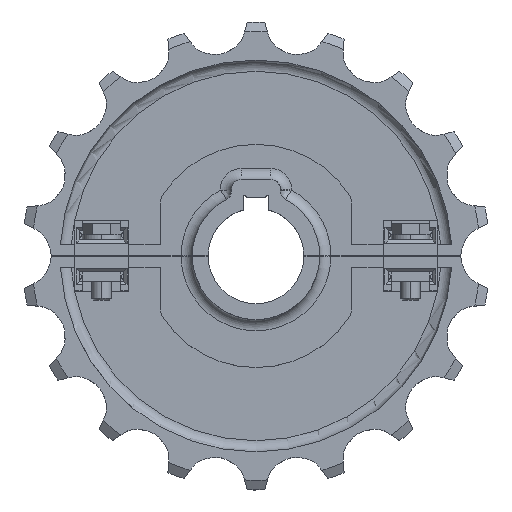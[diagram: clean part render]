
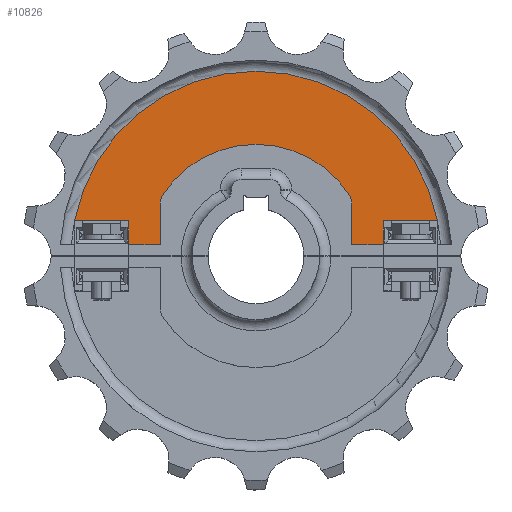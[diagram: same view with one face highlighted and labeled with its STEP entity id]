
A CAD part, top view. The second image highlights one B-rep face of the part: STEP entity #10826.
In plain terms, the highlighted planar face has unit normal (0, 0, 1).
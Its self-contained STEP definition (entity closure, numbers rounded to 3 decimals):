
#317 = VERTEX_POINT ( 'NONE', #6921 ) ;
#424 = VERTEX_POINT ( 'NONE', #10406 ) ;
#530 = LINE ( 'NONE', #7732, #17105 ) ;
#577 = ORIENTED_EDGE ( 'NONE', *, *, #17045, .F. ) ;
#656 = LINE ( 'NONE', #3566, #5066 ) ;
#689 = CIRCLE ( 'NONE', #12960, 35. ) ;
#1989 = DIRECTION ( 'NONE',  ( 0., -1., 0. ) ) ;
#2140 = VERTEX_POINT ( 'NONE', #16131 ) ;
#2290 = PLANE ( 'NONE',  #10253 ) ;
#2350 = LINE ( 'NONE', #11956, #8817 ) ;
#2352 = ORIENTED_EDGE ( 'NONE', *, *, #3744, .T. ) ;
#2784 = VERTEX_POINT ( 'NONE', #15719 ) ;
#2955 = DIRECTION ( 'NONE',  ( 0., 1., 0. ) ) ;
#3017 = VERTEX_POINT ( 'NONE', #9379 ) ;
#3056 = VERTEX_POINT ( 'NONE', #10930 ) ;
#3348 = DIRECTION ( 'NONE',  ( 1., 0., 0. ) ) ;
#3383 = DIRECTION ( 'NONE',  ( 0., 0., 1. ) ) ;
#3566 = CARTESIAN_POINT ( 'NONE',  ( 39.95, 0., 2. ) ) ;
#3744 = EDGE_CURVE ( 'NONE', #2140, #3017, #11370, .T. ) ;
#3903 = DIRECTION ( 'NONE',  ( 1., 0., 0. ) ) ;
#3911 = DIRECTION ( 'NONE',  ( 0., 0., 1. ) ) ;
#4023 = VERTEX_POINT ( 'NONE', #5511 ) ;
#4083 = DIRECTION ( 'NONE',  ( 1., 0., 0. ) ) ;
#4256 = ORIENTED_EDGE ( 'NONE', *, *, #13941, .T. ) ;
#4298 = VERTEX_POINT ( 'NONE', #11916 ) ;
#4612 = CARTESIAN_POINT ( 'NONE',  ( -30., 16.583, 2. ) ) ;
#4947 = DIRECTION ( 'NONE',  ( 1., 0., 0. ) ) ;
#4983 = CIRCLE ( 'NONE', #13750, 5. ) ;
#5066 = VECTOR ( 'NONE', #2955, 1000. ) ;
#5075 = EDGE_CURVE ( 'NONE', #8206, #5595, #4983, .T. ) ;
#5511 = CARTESIAN_POINT ( 'NONE',  ( 30., 3.5, 2. ) ) ;
#5576 = ORIENTED_EDGE ( 'NONE', *, *, #10236, .T. ) ;
#5595 = VERTEX_POINT ( 'NONE', #4612 ) ;
#5807 = AXIS2_PLACEMENT_3D ( 'NONE', #6556, #6383, #3903 ) ;
#6383 = DIRECTION ( 'NONE',  ( 0., 0., 1. ) ) ;
#6402 = FACE_OUTER_BOUND ( 'NONE', #13368, .T. ) ;
#6556 = CARTESIAN_POINT ( 'NONE',  ( 25., 16.583, 2. ) ) ;
#6586 = CARTESIAN_POINT ( 'NONE',  ( -29.167, 19.347, 2. ) ) ;
#6741 = CARTESIAN_POINT ( 'NONE',  ( -25., 16.583, 2. ) ) ;
#6921 = CARTESIAN_POINT ( 'NONE',  ( 29.167, 19.347, 2. ) ) ;
#7081 = CARTESIAN_POINT ( 'NONE',  ( 39.95, 3.5, 2. ) ) ;
#7594 = DIRECTION ( 'NONE',  ( 0., 0., 1. ) ) ;
#7732 = CARTESIAN_POINT ( 'NONE',  ( 0., 11., 2. ) ) ;
#8206 = VERTEX_POINT ( 'NONE', #6586 ) ;
#8282 = LINE ( 'NONE', #13862, #14767 ) ;
#8333 = VECTOR ( 'NONE', #14705, 1000. ) ;
#8627 = VECTOR ( 'NONE', #17440, 1000. ) ;
#8692 = ORIENTED_EDGE ( 'NONE', *, *, #12324, .F. ) ;
#8734 = CIRCLE ( 'NONE', #5807, 5. ) ;
#8817 = VECTOR ( 'NONE', #1989, 1000. ) ;
#8986 = EDGE_CURVE ( 'NONE', #3056, #2140, #530, .T. ) ;
#9065 = CARTESIAN_POINT ( 'NONE',  ( 0., 0., 2. ) ) ;
#9209 = EDGE_CURVE ( 'NONE', #4023, #15801, #8282, .T. ) ;
#9379 = CARTESIAN_POINT ( 'NONE',  ( -56.896, 11., 2. ) ) ;
#9412 = DIRECTION ( 'NONE',  ( 1., 0., 0. ) ) ;
#9450 = EDGE_CURVE ( 'NONE', #4298, #424, #14506, .T. ) ;
#9588 = LINE ( 'NONE', #10793, #11513 ) ;
#9612 = AXIS2_PLACEMENT_3D ( 'NONE', #16645, #13797, #4083 ) ;
#9745 = ORIENTED_EDGE ( 'NONE', *, *, #11715, .F. ) ;
#10018 = ORIENTED_EDGE ( 'NONE', *, *, #9209, .T. ) ;
#10181 = ORIENTED_EDGE ( 'NONE', *, *, #9450, .T. ) ;
#10236 = EDGE_CURVE ( 'NONE', #15651, #4298, #2350, .T. ) ;
#10253 = AXIS2_PLACEMENT_3D ( 'NONE', #13461, #7594, #14663 ) ;
#10383 = VECTOR ( 'NONE', #17338, 1000. ) ;
#10406 = CARTESIAN_POINT ( 'NONE',  ( -30., 3.5, 2. ) ) ;
#10793 = CARTESIAN_POINT ( 'NONE',  ( 0., 11., 2. ) ) ;
#10826 = ADVANCED_FACE ( 'NONE', ( #6402 ), #2290, .T. ) ;
#10930 = CARTESIAN_POINT ( 'NONE',  ( 39.95, 11., 2. ) ) ;
#11075 = ORIENTED_EDGE ( 'NONE', *, *, #8986, .T. ) ;
#11370 = CIRCLE ( 'NONE', #9612, 57.95 ) ;
#11513 = VECTOR ( 'NONE', #9412, 1000. ) ;
#11715 = EDGE_CURVE ( 'NONE', #4023, #2784, #13148, .T. ) ;
#11765 = CARTESIAN_POINT ( 'NONE',  ( 30., 16.583, 2. ) ) ;
#11916 = CARTESIAN_POINT ( 'NONE',  ( -39.95, 3.5, 2. ) ) ;
#11956 = CARTESIAN_POINT ( 'NONE',  ( -39.95, 0., 2. ) ) ;
#12157 = DIRECTION ( 'NONE',  ( 1., 0., 0. ) ) ;
#12324 = EDGE_CURVE ( 'NONE', #5595, #424, #14679, .T. ) ;
#12960 = AXIS2_PLACEMENT_3D ( 'NONE', #9065, #3383, #4947 ) ;
#13148 = LINE ( 'NONE', #11765, #8333 ) ;
#13362 = ORIENTED_EDGE ( 'NONE', *, *, #16502, .T. ) ;
#13368 = EDGE_LOOP ( 'NONE', ( #11075, #2352, #4256, #5576, #10181, #8692, #16048, #16671, #577, #9745, #10018, #13362 ) ) ;
#13461 = CARTESIAN_POINT ( 'NONE',  ( 0., 0., 2. ) ) ;
#13750 = AXIS2_PLACEMENT_3D ( 'NONE', #6741, #3911, #12157 ) ;
#13797 = DIRECTION ( 'NONE',  ( 0., 0., 1. ) ) ;
#13862 = CARTESIAN_POINT ( 'NONE',  ( 0., 3.5, 2. ) ) ;
#13941 = EDGE_CURVE ( 'NONE', #3017, #15651, #9588, .T. ) ;
#14138 = DIRECTION ( 'NONE',  ( 1., 0., 0. ) ) ;
#14506 = LINE ( 'NONE', #17345, #8627 ) ;
#14663 = DIRECTION ( 'NONE',  ( 1., 0., 0. ) ) ;
#14679 = LINE ( 'NONE', #16058, #10383 ) ;
#14705 = DIRECTION ( 'NONE',  ( 0., 1., 0. ) ) ;
#14767 = VECTOR ( 'NONE', #14138, 1000. ) ;
#15651 = VERTEX_POINT ( 'NONE', #16033 ) ;
#15719 = CARTESIAN_POINT ( 'NONE',  ( 30., 16.583, 2. ) ) ;
#15801 = VERTEX_POINT ( 'NONE', #7081 ) ;
#16033 = CARTESIAN_POINT ( 'NONE',  ( -39.95, 11., 2. ) ) ;
#16048 = ORIENTED_EDGE ( 'NONE', *, *, #5075, .F. ) ;
#16058 = CARTESIAN_POINT ( 'NONE',  ( -30., 16.583, 2. ) ) ;
#16131 = CARTESIAN_POINT ( 'NONE',  ( 56.896, 11., 2. ) ) ;
#16476 = EDGE_CURVE ( 'NONE', #317, #8206, #689, .T. ) ;
#16502 = EDGE_CURVE ( 'NONE', #15801, #3056, #656, .T. ) ;
#16645 = CARTESIAN_POINT ( 'NONE',  ( 0., 0., 2. ) ) ;
#16671 = ORIENTED_EDGE ( 'NONE', *, *, #16476, .F. ) ;
#17045 = EDGE_CURVE ( 'NONE', #2784, #317, #8734, .T. ) ;
#17105 = VECTOR ( 'NONE', #3348, 1000. ) ;
#17338 = DIRECTION ( 'NONE',  ( 0., -1., 0. ) ) ;
#17345 = CARTESIAN_POINT ( 'NONE',  ( 0., 3.5, 2. ) ) ;
#17440 = DIRECTION ( 'NONE',  ( 1., 0., 0. ) ) ;
